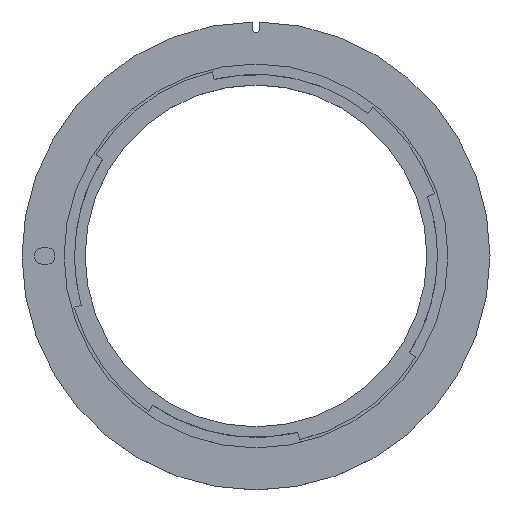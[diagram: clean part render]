
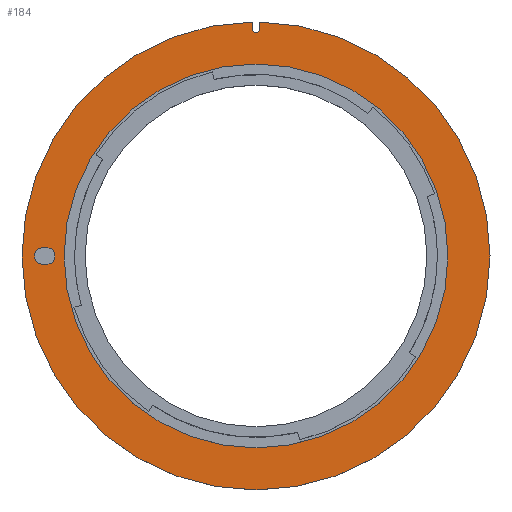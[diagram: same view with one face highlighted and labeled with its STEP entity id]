
A CAD part, top view. The second image highlights one B-rep face of the part: STEP entity #184.
In plain terms, the highlighted planar face has unit normal (0, 0, 1).
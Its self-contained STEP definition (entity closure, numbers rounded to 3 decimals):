
#5 = DIRECTION ( 'NONE',  ( 0., 1., 0. ) ) ;
#12 = ORIENTED_EDGE ( 'NONE', *, *, #148, .T. ) ;
#19 = ORIENTED_EDGE ( 'NONE', *, *, #1131, .F. ) ;
#20 = LINE ( 'NONE', #226, #634 ) ;
#28 = VERTEX_POINT ( 'NONE', #657 ) ;
#32 = EDGE_CURVE ( 'NONE', #282, #631, #1260, .T. ) ;
#35 = AXIS2_PLACEMENT_3D ( 'NONE', #1238, #714, #293 ) ;
#52 = CIRCLE ( 'NONE', #35, 0.5 ) ;
#71 = VERTEX_POINT ( 'NONE', #432 ) ;
#90 = CIRCLE ( 'NONE', #962, 1. ) ;
#92 = CARTESIAN_POINT ( 'NONE',  ( -28.68, 0.15, 0. ) ) ;
#115 = AXIS2_PLACEMENT_3D ( 'NONE', #882, #150, #896 ) ;
#124 = CARTESIAN_POINT ( 'NONE',  ( -30.58, -1.15, 0. ) ) ;
#131 = DIRECTION ( 'NONE',  ( 1., 0., 0. ) ) ;
#140 = CARTESIAN_POINT ( 'NONE',  ( -31.58, -1.15, 0. ) ) ;
#148 = EDGE_CURVE ( 'NONE', #282, #204, #694, .T. ) ;
#150 = DIRECTION ( 'NONE',  ( 0., 0., -1. ) ) ;
#153 = CARTESIAN_POINT ( 'NONE',  ( 0.5, 33.371, 0. ) ) ;
#155 = VECTOR ( 'NONE', #555, 1000. ) ;
#171 = VERTEX_POINT ( 'NONE', #365 ) ;
#179 = ORIENTED_EDGE ( 'NONE', *, *, #1206, .F. ) ;
#180 = FACE_BOUND ( 'NONE', #673, .T. ) ;
#184 = ADVANCED_FACE ( 'NONE', ( #1031, #180, #1246 ), #513, .T. ) ;
#193 = EDGE_CURVE ( 'NONE', #379, #489, #52, .T. ) ;
#198 = VECTOR ( 'NONE', #286, 1000. ) ;
#204 = VERTEX_POINT ( 'NONE', #92 ) ;
#205 = DIRECTION ( 'NONE',  ( 1., 0., 0. ) ) ;
#218 = CARTESIAN_POINT ( 'NONE',  ( 0., 0., 0. ) ) ;
#226 = CARTESIAN_POINT ( 'NONE',  ( -0.5, 0., 0. ) ) ;
#227 = EDGE_CURVE ( 'NONE', #709, #424, #1223, .T. ) ;
#239 = CARTESIAN_POINT ( 'NONE',  ( 0., 0., 0. ) ) ;
#244 = CIRCLE ( 'NONE', #1321, 27.375 ) ;
#261 = VECTOR ( 'NONE', #5, 1000. ) ;
#282 = VERTEX_POINT ( 'NONE', #607 ) ;
#286 = DIRECTION ( 'NONE',  ( 0., -1., 0. ) ) ;
#293 = DIRECTION ( 'NONE',  ( 1., 0., 0. ) ) ;
#306 = EDGE_CURVE ( 'NONE', #171, #775, #834, .T. ) ;
#322 = ORIENTED_EDGE ( 'NONE', *, *, #1254, .F. ) ;
#328 = DIRECTION ( 'NONE',  ( 0., 1., 0. ) ) ;
#341 = CARTESIAN_POINT ( 'NONE',  ( -30.58, -0.15, 0. ) ) ;
#346 = DIRECTION ( 'NONE',  ( 1., 0., 0. ) ) ;
#355 = EDGE_CURVE ( 'NONE', #71, #822, #1299, .T. ) ;
#360 = EDGE_CURVE ( 'NONE', #716, #424, #1198, .T. ) ;
#365 = CARTESIAN_POINT ( 'NONE',  ( -28.68, -0.15, 0. ) ) ;
#379 = VERTEX_POINT ( 'NONE', #1177 ) ;
#383 = DIRECTION ( 'NONE',  ( 0., 0., 1. ) ) ;
#393 = EDGE_CURVE ( 'NONE', #489, #928, #430, .T. ) ;
#395 = ORIENTED_EDGE ( 'NONE', *, *, #413, .F. ) ;
#413 = EDGE_CURVE ( 'NONE', #716, #775, #1057, .T. ) ;
#424 = VERTEX_POINT ( 'NONE', #1271 ) ;
#430 = LINE ( 'NONE', #449, #893 ) ;
#432 = CARTESIAN_POINT ( 'NONE',  ( -0.5, 33.371, 0. ) ) ;
#448 = ORIENTED_EDGE ( 'NONE', *, *, #393, .F. ) ;
#449 = CARTESIAN_POINT ( 'NONE',  ( 0.5, 0., 0. ) ) ;
#452 = DIRECTION ( 'NONE',  ( 1., 0., 0. ) ) ;
#459 = CARTESIAN_POINT ( 'NONE',  ( -30.58, 0.15, 0. ) ) ;
#480 = ORIENTED_EDGE ( 'NONE', *, *, #360, .T. ) ;
#489 = VERTEX_POINT ( 'NONE', #583 ) ;
#493 = CARTESIAN_POINT ( 'NONE',  ( 0., 0., 0. ) ) ;
#513 = PLANE ( 'NONE',  #638 ) ;
#529 = DIRECTION ( 'NONE',  ( 0., 0., 1. ) ) ;
#538 = VERTEX_POINT ( 'NONE', #996 ) ;
#542 = DIRECTION ( 'NONE',  ( 1., 0., 0. ) ) ;
#555 = DIRECTION ( 'NONE',  ( -1., 0., 0. ) ) ;
#574 = ORIENTED_EDGE ( 'NONE', *, *, #883, .T. ) ;
#583 = CARTESIAN_POINT ( 'NONE',  ( 0.5, 32.375, 0. ) ) ;
#591 = ORIENTED_EDGE ( 'NONE', *, *, #32, .F. ) ;
#607 = CARTESIAN_POINT ( 'NONE',  ( -29.68, 1.15, 0. ) ) ;
#608 = ORIENTED_EDGE ( 'NONE', *, *, #355, .T. ) ;
#630 = ORIENTED_EDGE ( 'NONE', *, *, #1018, .T. ) ;
#631 = VERTEX_POINT ( 'NONE', #924 ) ;
#634 = VECTOR ( 'NONE', #641, 1000. ) ;
#637 = DIRECTION ( 'NONE',  ( 0., 0., -1. ) ) ;
#638 = AXIS2_PLACEMENT_3D ( 'NONE', #812, #383, #205 ) ;
#641 = DIRECTION ( 'NONE',  ( 0., -1., 0. ) ) ;
#652 = DIRECTION ( 'NONE',  ( 0., 0., 1. ) ) ;
#655 = CARTESIAN_POINT ( 'NONE',  ( -29.68, -0.15, 0. ) ) ;
#657 = CARTESIAN_POINT ( 'NONE',  ( -27.375, 0., 0. ) ) ;
#673 = EDGE_LOOP ( 'NONE', ( #19, #1125, #395, #480, #905, #821, #591, #12 ) ) ;
#694 = CIRCLE ( 'NONE', #115, 1. ) ;
#696 = AXIS2_PLACEMENT_3D ( 'NONE', #857, #529, #346 ) ;
#709 = VERTEX_POINT ( 'NONE', #1017 ) ;
#714 = DIRECTION ( 'NONE',  ( 0., 0., 1. ) ) ;
#716 = VERTEX_POINT ( 'NONE', #124 ) ;
#733 = CIRCLE ( 'NONE', #1251, 27.375 ) ;
#742 = EDGE_CURVE ( 'NONE', #28, #805, #733, .T. ) ;
#743 = CARTESIAN_POINT ( 'NONE',  ( -28.68, 1.15, 0. ) ) ;
#747 = DIRECTION ( 'NONE',  ( 0., 0., -1. ) ) ;
#757 = DIRECTION ( 'NONE',  ( 1., 0., 0. ) ) ;
#769 = DIRECTION ( 'NONE',  ( 0., 0., -1. ) ) ;
#775 = VERTEX_POINT ( 'NONE', #1270 ) ;
#801 = ORIENTED_EDGE ( 'NONE', *, *, #193, .F. ) ;
#805 = VERTEX_POINT ( 'NONE', #1061 ) ;
#809 = AXIS2_PLACEMENT_3D ( 'NONE', #341, #747, #757 ) ;
#812 = CARTESIAN_POINT ( 'NONE',  ( 0., 0., 0. ) ) ;
#814 = ORIENTED_EDGE ( 'NONE', *, *, #742, .F. ) ;
#821 = ORIENTED_EDGE ( 'NONE', *, *, #1269, .T. ) ;
#822 = VERTEX_POINT ( 'NONE', #1157 ) ;
#823 = DIRECTION ( 'NONE',  ( 0., 0., 1. ) ) ;
#834 = CIRCLE ( 'NONE', #942, 1. ) ;
#840 = DIRECTION ( 'NONE',  ( 1., 0., 0. ) ) ;
#857 = CARTESIAN_POINT ( 'NONE',  ( 0., 0., 0. ) ) ;
#869 = CARTESIAN_POINT ( 'NONE',  ( 0., 0., 0. ) ) ;
#880 = CIRCLE ( 'NONE', #975, 33.375 ) ;
#882 = CARTESIAN_POINT ( 'NONE',  ( -29.68, 0.15, 0. ) ) ;
#883 = EDGE_CURVE ( 'NONE', #822, #538, #880, .T. ) ;
#893 = VECTOR ( 'NONE', #328, 1000. ) ;
#896 = DIRECTION ( 'NONE',  ( 1., 0., 0. ) ) ;
#905 = ORIENTED_EDGE ( 'NONE', *, *, #227, .F. ) ;
#924 = CARTESIAN_POINT ( 'NONE',  ( -30.58, 1.15, 0. ) ) ;
#928 = VERTEX_POINT ( 'NONE', #153 ) ;
#942 = AXIS2_PLACEMENT_3D ( 'NONE', #655, #637, #950 ) ;
#950 = DIRECTION ( 'NONE',  ( 1., 0., 0. ) ) ;
#954 = CIRCLE ( 'NONE', #1190, 33.375 ) ;
#962 = AXIS2_PLACEMENT_3D ( 'NONE', #459, #769, #1278 ) ;
#975 = AXIS2_PLACEMENT_3D ( 'NONE', #869, #1296, #452 ) ;
#982 = EDGE_LOOP ( 'NONE', ( #814, #322 ) ) ;
#996 = CARTESIAN_POINT ( 'NONE',  ( 33.375, 0., 0. ) ) ;
#1017 = CARTESIAN_POINT ( 'NONE',  ( -31.58, 0.15, 0. ) ) ;
#1018 = EDGE_CURVE ( 'NONE', #538, #928, #954, .T. ) ;
#1031 = FACE_OUTER_BOUND ( 'NONE', #1169, .T. ) ;
#1057 = LINE ( 'NONE', #140, #1075 ) ;
#1061 = CARTESIAN_POINT ( 'NONE',  ( 27.375, 0., 0. ) ) ;
#1066 = DIRECTION ( 'NONE',  ( 0., 0., 1. ) ) ;
#1073 = CARTESIAN_POINT ( 'NONE',  ( -31.58, 1.15, 0. ) ) ;
#1075 = VECTOR ( 'NONE', #542, 1000. ) ;
#1115 = DIRECTION ( 'NONE',  ( 1., 0., 0. ) ) ;
#1125 = ORIENTED_EDGE ( 'NONE', *, *, #306, .T. ) ;
#1131 = EDGE_CURVE ( 'NONE', #171, #204, #1257, .T. ) ;
#1134 = CARTESIAN_POINT ( 'NONE',  ( -31.58, 1.15, 0. ) ) ;
#1157 = CARTESIAN_POINT ( 'NONE',  ( -33.375, 0., 0. ) ) ;
#1169 = EDGE_LOOP ( 'NONE', ( #448, #801, #179, #608, #574, #630 ) ) ;
#1177 = CARTESIAN_POINT ( 'NONE',  ( -0.5, 32.375, 0. ) ) ;
#1190 = AXIS2_PLACEMENT_3D ( 'NONE', #493, #823, #1115 ) ;
#1198 = CIRCLE ( 'NONE', #809, 1. ) ;
#1206 = EDGE_CURVE ( 'NONE', #71, #379, #20, .T. ) ;
#1223 = LINE ( 'NONE', #1134, #198 ) ;
#1238 = CARTESIAN_POINT ( 'NONE',  ( 0., 32.375, 0. ) ) ;
#1246 = FACE_BOUND ( 'NONE', #982, .T. ) ;
#1251 = AXIS2_PLACEMENT_3D ( 'NONE', #218, #1066, #131 ) ;
#1254 = EDGE_CURVE ( 'NONE', #805, #28, #244, .T. ) ;
#1257 = LINE ( 'NONE', #743, #261 ) ;
#1260 = LINE ( 'NONE', #1073, #155 ) ;
#1269 = EDGE_CURVE ( 'NONE', #709, #631, #90, .T. ) ;
#1270 = CARTESIAN_POINT ( 'NONE',  ( -29.68, -1.15, 0. ) ) ;
#1271 = CARTESIAN_POINT ( 'NONE',  ( -31.58, -0.15, 0. ) ) ;
#1278 = DIRECTION ( 'NONE',  ( 1., 0., 0. ) ) ;
#1296 = DIRECTION ( 'NONE',  ( 0., 0., 1. ) ) ;
#1299 = CIRCLE ( 'NONE', #696, 33.375 ) ;
#1321 = AXIS2_PLACEMENT_3D ( 'NONE', #239, #652, #840 ) ;
